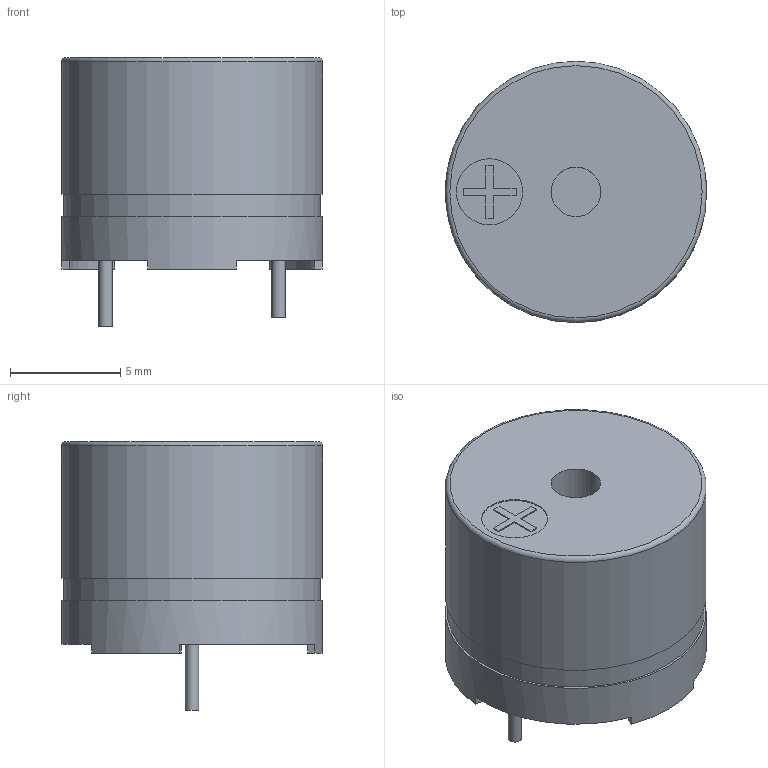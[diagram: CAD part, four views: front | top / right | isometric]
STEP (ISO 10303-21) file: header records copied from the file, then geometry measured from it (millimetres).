
FILE_DESCRIPTION(/* description */ (''),/* implementation_level */ '2;1');
FILE_NAME(/* name */ 'Buzzer_Active.stp',/* time_stamp */ '2018-07-29T12:53:11+02:00',/* author */ ('gabri'),/* organization */ (''),/* preprocessor_version */ 'ST-DEVELOPER v17',/* originating_system */ 'Autodesk Inventor 2019',/* authorisation */ '');
FILE_SCHEMA (('AUTOMOTIVE_DESIGN { 1 0 10303 214 3 1 1 }'));
Length unit declared in the file: millimetre
Products named in the file (1): Buzzer_Passive
Bounding box: 11.85 x 11.85 x 12.2 mm (x, y, z)
Volume: 1002.2 mm3; surface area: 614 mm2
Topology: 3 solids, 3 shells, 43 faces, 97 edges, 65 vertices
Faces by surface type: plane 32, cylinder 10, torus 1
Full cylindrical faces by diameter (mm): 0.6 x2, 2.25 x1, 3 x1, 11.65 x1, 11.85 x2
Entity records: 1276 total; most frequent: DIRECTION 215, CARTESIAN_POINT 206, ORIENTED_EDGE 194, EDGE_CURVE 97, AXIS2_PLACEMENT_3D 74, LINE 67, VECTOR 67, VERTEX_POINT 65
